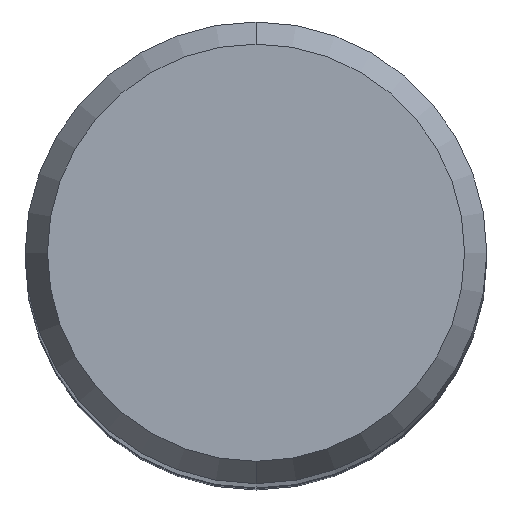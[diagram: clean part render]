
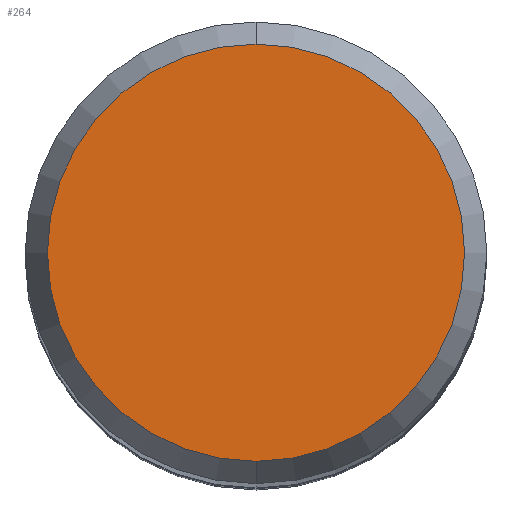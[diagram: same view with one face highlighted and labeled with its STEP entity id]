
A CAD part, top view. The second image highlights one B-rep face of the part: STEP entity #264.
In plain terms, the highlighted planar face has unit normal (0, 0, 1).
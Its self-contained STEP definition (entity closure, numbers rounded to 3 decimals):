
#212=VERTEX_POINT('',#528);
#238=EDGE_CURVE('',#328,#212,#558,.T.);
#264=ADVANCED_FACE('',(#588),#589,.T.);
#328=VERTEX_POINT('',#662);
#444=EDGE_CURVE('',#212,#328,#787,.T.);
#528=CARTESIAN_POINT('',(0.,-4.304,0.));
#558=CIRCLE('',#930,4.304);
#588=FACE_OUTER_BOUND('',#992,.T.);
#589=PLANE('',#993);
#662=CARTESIAN_POINT('',(0.0,4.304,0.));
#787=CIRCLE('',#1426,4.304);
#930=AXIS2_PLACEMENT_3D('',#1581,#1582,#1583);
#992=EDGE_LOOP('',(#1618,#1619));
#993=AXIS2_PLACEMENT_3D('',#1620,#1621,#1622);
#1426=AXIS2_PLACEMENT_3D('',#1826,#1827,#1828);
#1581=CARTESIAN_POINT('',(0.0,0.0,0.));
#1582=DIRECTION('',(0.0,0.0,-1.0));
#1583=DIRECTION('',(0.0,1.0,0.0));
#1618=ORIENTED_EDGE('',*,*,#238,.F.);
#1619=ORIENTED_EDGE('',*,*,#444,.F.);
#1620=CARTESIAN_POINT('',(0.0,2.152,0.));
#1621=DIRECTION('',(-0.0,0.0,1.0));
#1622=DIRECTION('',(0.0,-1.0,0.0));
#1826=CARTESIAN_POINT('',(0.0,0.0,0.));
#1827=DIRECTION('',(0.0,0.0,-1.0));
#1828=DIRECTION('',(0.0,1.0,0.0));
